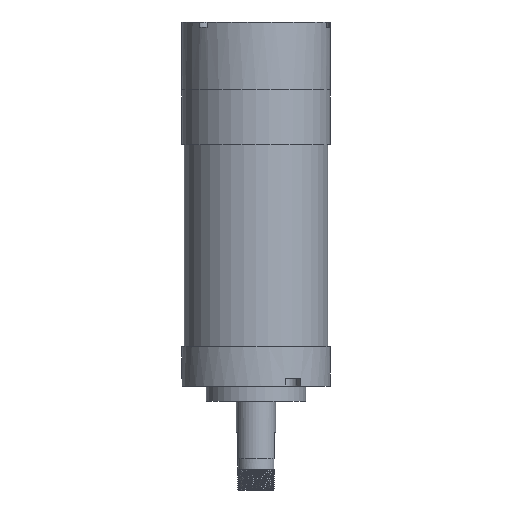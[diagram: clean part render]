
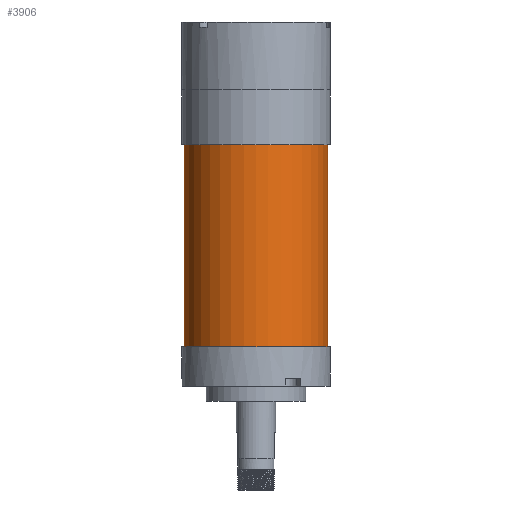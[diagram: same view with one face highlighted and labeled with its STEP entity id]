
A CAD part, front view. The second image highlights one B-rep face of the part: STEP entity #3906.
In plain terms, the highlighted cylindrical face has radius 27.5 mm (diameter 55 mm), a full revolution.
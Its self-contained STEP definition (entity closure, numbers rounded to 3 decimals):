
#465=LINE('',#14891,#680);
#680=VECTOR('',#5011,27.5);
#869=CYLINDRICAL_SURFACE('',#4257,27.5);
#1069=FACE_OUTER_BOUND('',#1306,.T.);
#1306=EDGE_LOOP('',(#3402,#3403,#3404,#3405));
#1461=CIRCLE('',#4254,27.5);
#1462=CIRCLE('',#4256,27.5);
#1815=VERTEX_POINT('',#14885);
#1816=VERTEX_POINT('',#14888);
#2358=EDGE_CURVE('',#1815,#1815,#1461,.T.);
#2359=EDGE_CURVE('',#1816,#1816,#1462,.T.);
#2360=EDGE_CURVE('',#1816,#1815,#465,.T.);
#3402=ORIENTED_EDGE('',*,*,#2359,.T.);
#3403=ORIENTED_EDGE('',*,*,#2360,.T.);
#3404=ORIENTED_EDGE('',*,*,#2358,.T.);
#3405=ORIENTED_EDGE('',*,*,#2360,.F.);
#3906=ADVANCED_FACE('',(#1069),#869,.T.);
#4254=AXIS2_PLACEMENT_3D('',#14886,#5003,#5004);
#4256=AXIS2_PLACEMENT_3D('',#14889,#5007,#5008);
#4257=AXIS2_PLACEMENT_3D('',#14890,#5009,#5010);
#5003=DIRECTION('center_axis',(0.,0.,1.));
#5004=DIRECTION('ref_axis',(1.,0.,0.));
#5007=DIRECTION('center_axis',(0.,0.,-1.));
#5008=DIRECTION('ref_axis',(1.,0.,0.));
#5009=DIRECTION('center_axis',(0.,0.,1.));
#5010=DIRECTION('ref_axis',(1.,0.,0.));
#5011=DIRECTION('',(0.,0.,-1.));
#14885=CARTESIAN_POINT('',(-27.5,0.,15.));
#14886=CARTESIAN_POINT('Origin',(0.,0.,15.));
#14888=CARTESIAN_POINT('',(-27.5,0.,92.4));
#14889=CARTESIAN_POINT('Origin',(0.,0.,92.4));
#14890=CARTESIAN_POINT('Origin',(0.,0.,56.7));
#14891=CARTESIAN_POINT('',(-27.5,0.,56.7));
